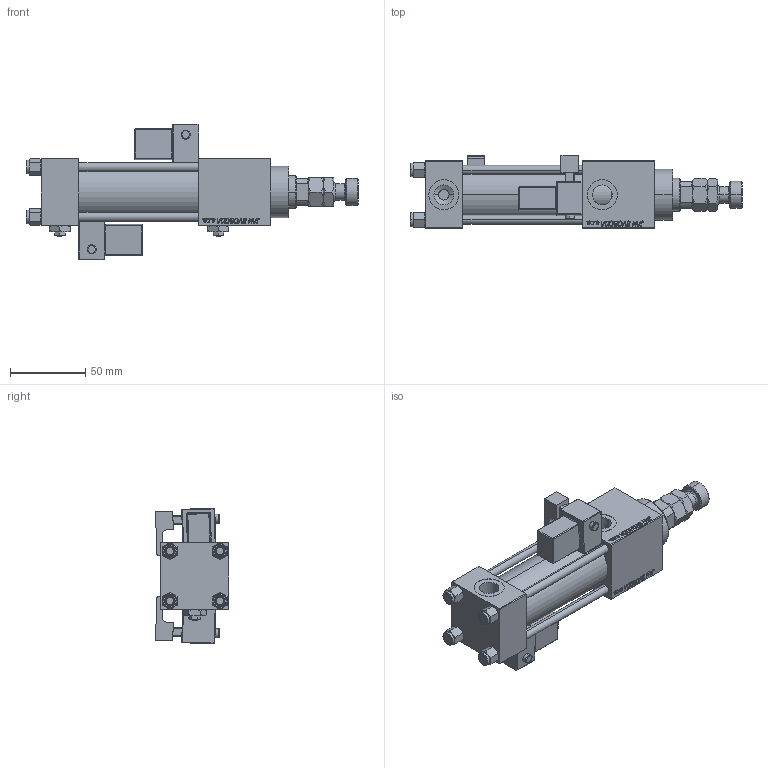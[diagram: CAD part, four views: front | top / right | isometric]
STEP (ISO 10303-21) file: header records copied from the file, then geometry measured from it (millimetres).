
FILE_DESCRIPTION (( 'STEP AP203' ), '1' );
FILE_NAME ('6822.STEP', '2022-04-14T18:59:15', ( '' ), ( '' ), 'SwSTEP 2.0', 'SolidWorks 2019', '' );
FILE_SCHEMA (( 'CONFIG_CONTROL_DESIGN' ));
Length unit declared in the file: millimetre
Products named in the file (9): 6822; V215CR_VCP_C e53d3a80f4629068a368b51f11de7549; V215_VC_A e53d3a80f4629068a368b51f11de7549; Zatka_pro_OIL_PORT e53d3a80f4629068a368b51f11de7549; MFA e53d3a80f4629068a368b51f11de7549; V215CR_MSU e53d3a80f4629068a368b51f11de7549; NUT_M5_C e53d3a80f4629068a368b51f11de7549; V215CR_C_TYCINKA e53d3a80f4629068a368b51f11de7549; V215CR_C_Body e53d3a80f4629068a368b51f11de7549
Assembly tree (16 placements, depth 2):
  6822
    V215CR_C_Body e53d3a80f4629068a368b51f11de7549
    V215CR_VCP_C e53d3a80f4629068a368b51f11de7549
    NUT_M5_C e53d3a80f4629068a368b51f11de7549  x4
    V215CR_C_TYCINKA e53d3a80f4629068a368b51f11de7549  x4
    V215_VC_A e53d3a80f4629068a368b51f11de7549
    MFA e53d3a80f4629068a368b51f11de7549
    V215CR_MSU e53d3a80f4629068a368b51f11de7549  x2
    Zatka_pro_OIL_PORT e53d3a80f4629068a368b51f11de7549  x2
Bounding box: 221 x 48.72 x 90.31 mm (x, y, z)
Volume: 281556.9 mm3; surface area: 99040.3 mm2
Topology: 16 solids, 16 shells, 1464 faces, 3594 edges, 2269 vertices
Faces by surface type: plane 652, bspline 392, cone 206, cylinder 166, torus 24, sphere 24
Entity records: 56279 total; most frequent: CARTESIAN_POINT 28636, ORIENTED_EDGE 6094, DIRECTION 4179, EDGE_CURVE 3047, VERTEX_POINT 1967, LINE 1769, VECTOR 1769, EDGE_LOOP 1364
